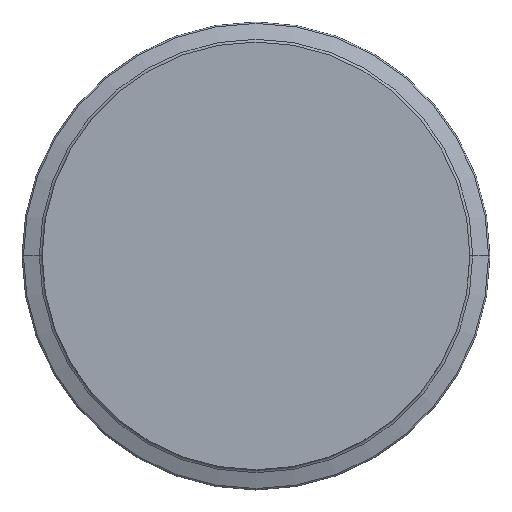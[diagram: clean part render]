
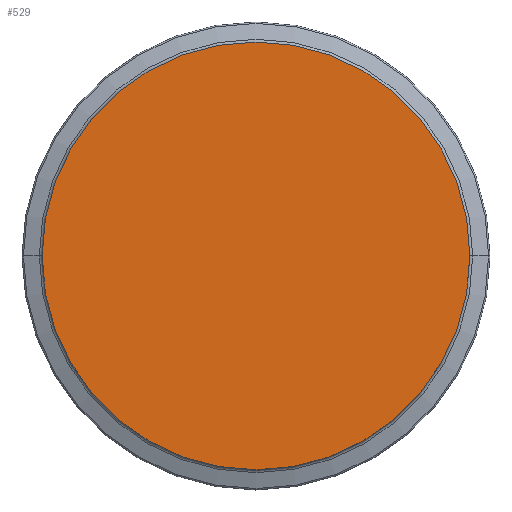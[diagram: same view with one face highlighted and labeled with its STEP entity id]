
A CAD part, top view. The second image highlights one B-rep face of the part: STEP entity #529.
In plain terms, the highlighted planar face has unit normal (0, 0, 1).
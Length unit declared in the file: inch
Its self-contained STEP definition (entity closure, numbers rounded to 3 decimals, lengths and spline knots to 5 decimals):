
#36 = EDGE_LOOP ( 'NONE', ( #493, #492 ) ) ;
#37 = DIRECTION ( 'NONE',  ( 0., 0., 1. ) ) ;
#90 = VERTEX_POINT ( 'NONE', #393 ) ;
#133 = CARTESIAN_POINT ( 'NONE',  ( 0., 3.0025, 0. ) ) ;
#159 = DIRECTION ( 'NONE',  ( 1., 0., 0. ) ) ;
#174 = AXIS2_PLACEMENT_3D ( 'NONE', #133, #586, #382 ) ;
#194 = VERTEX_POINT ( 'NONE', #614 ) ;
#209 = PLANE ( 'NONE',  #174 ) ;
#226 = DIRECTION ( 'NONE',  ( 1., 0., 0. ) ) ;
#238 = FACE_OUTER_BOUND ( 'NONE', #36, .T. ) ;
#249 = CARTESIAN_POINT ( 'NONE',  ( 0., 0., 0. ) ) ;
#255 = CARTESIAN_POINT ( 'NONE',  ( 0., 0., 0. ) ) ;
#260 = DIRECTION ( 'NONE',  ( 0., 0., 1. ) ) ;
#296 = AXIS2_PLACEMENT_3D ( 'NONE', #249, #260, #226 ) ;
#299 = AXIS2_PLACEMENT_3D ( 'NONE', #255, #37, #159 ) ;
#355 = CIRCLE ( 'NONE', #299, 3.0025 ) ;
#366 = CIRCLE ( 'NONE', #296, 3.0025 ) ;
#382 = DIRECTION ( 'NONE',  ( -1., 0., 0. ) ) ;
#391 = EDGE_CURVE ( 'NONE', #194, #90, #355, .T. ) ;
#393 = CARTESIAN_POINT ( 'NONE',  ( -3.0025, 0., 0. ) ) ;
#399 = EDGE_CURVE ( 'NONE', #90, #194, #366, .T. ) ;
#492 = ORIENTED_EDGE ( 'NONE', *, *, #399, .T. ) ;
#493 = ORIENTED_EDGE ( 'NONE', *, *, #391, .T. ) ;
#529 = ADVANCED_FACE ( 'NONE', ( #238 ), #209, .F. ) ;
#586 = DIRECTION ( 'NONE',  ( 0., 0., -1. ) ) ;
#614 = CARTESIAN_POINT ( 'NONE',  ( 3.0025, 0., 0. ) ) ;
